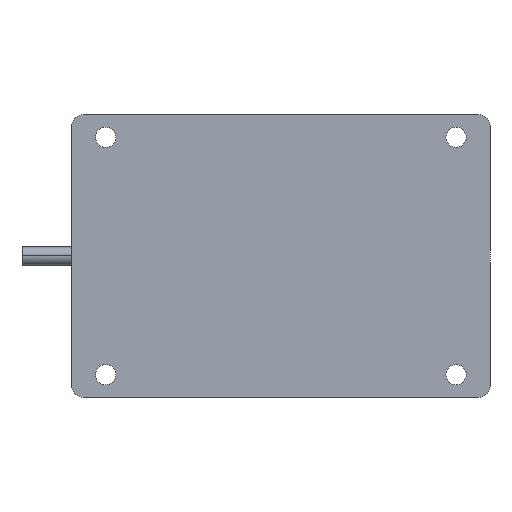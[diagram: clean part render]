
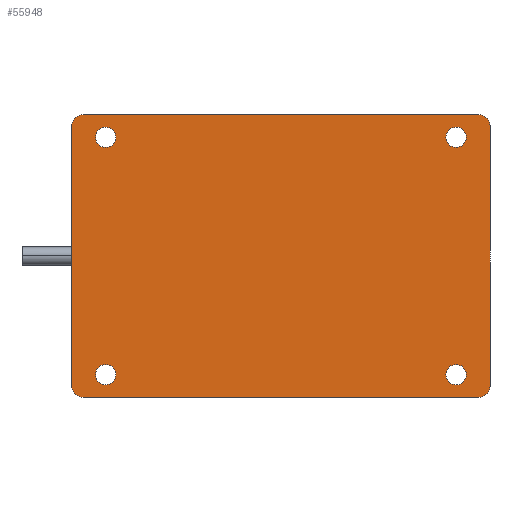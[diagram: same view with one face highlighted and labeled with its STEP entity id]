
A CAD part, front view. The second image highlights one B-rep face of the part: STEP entity #55948.
In plain terms, the highlighted face is planar.
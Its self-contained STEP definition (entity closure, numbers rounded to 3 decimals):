
#450 = VERTEX_POINT ( 'NONE', #44866 ) ;
#526 = VERTEX_POINT ( 'NONE', #11192 ) ;
#1766 = EDGE_CURVE ( 'NONE', #37608, #38205, #62607, .T. ) ;
#2659 = ORIENTED_EDGE ( 'NONE', *, *, #71830, .T. ) ;
#4704 = DIRECTION ( 'NONE',  ( -1., 0., 0. ) ) ;
#5168 = DIRECTION ( 'NONE',  ( 1., 0., 0. ) ) ;
#5763 = CARTESIAN_POINT ( 'NONE',  ( -92.5, 62.5, 51. ) ) ;
#5917 = AXIS2_PLACEMENT_3D ( 'NONE', #49759, #57249, #75400 ) ;
#6841 = CARTESIAN_POINT ( 'NONE',  ( 73., -52.5, 51. ) ) ;
#6942 = ORIENTED_EDGE ( 'NONE', *, *, #58105, .T. ) ;
#7320 = ORIENTED_EDGE ( 'NONE', *, *, #43171, .F. ) ;
#7657 = CARTESIAN_POINT ( 'NONE',  ( -73., -52.5, 51. ) ) ;
#10508 = VERTEX_POINT ( 'NONE', #18191 ) ;
#11192 = CARTESIAN_POINT ( 'NONE',  ( -92.5, -57.5, 51. ) ) ;
#11245 = DIRECTION ( 'NONE',  ( 1., 0., 0. ) ) ;
#11376 = CIRCLE ( 'NONE', #34142, 5. ) ;
#12297 = DIRECTION ( 'NONE',  ( 1., 0., 0. ) ) ;
#12489 = DIRECTION ( 'NONE',  ( 1., 0., 0. ) ) ;
#12888 = DIRECTION ( 'NONE',  ( 0., 0., 1. ) ) ;
#14018 = CARTESIAN_POINT ( 'NONE',  ( 92.5, -57.5, 51. ) ) ;
#14682 = CARTESIAN_POINT ( 'NONE',  ( -87.5, 57.5, 51. ) ) ;
#14851 = CIRCLE ( 'NONE', #67088, 4.5 ) ;
#14936 = DIRECTION ( 'NONE',  ( 0., 1., 0. ) ) ;
#15874 = CARTESIAN_POINT ( 'NONE',  ( 87.5, 62.5, 51. ) ) ;
#15940 = VERTEX_POINT ( 'NONE', #28965 ) ;
#16734 = EDGE_CURVE ( 'NONE', #44401, #30281, #59117, .T. ) ;
#16793 = ORIENTED_EDGE ( 'NONE', *, *, #78793, .F. ) ;
#17399 = ORIENTED_EDGE ( 'NONE', *, *, #75348, .T. ) ;
#18191 = CARTESIAN_POINT ( 'NONE',  ( 82., 52.5, 51. ) ) ;
#18535 = DIRECTION ( 'NONE',  ( 1., 0., 0. ) ) ;
#19190 = FACE_BOUND ( 'NONE', #32582, .T. ) ;
#19397 = AXIS2_PLACEMENT_3D ( 'NONE', #37914, #50497, #5168 ) ;
#19768 = CARTESIAN_POINT ( 'NONE',  ( 77.5, 52.5, 51. ) ) ;
#20520 = EDGE_LOOP ( 'NONE', ( #69463, #16793 ) ) ;
#20773 = EDGE_CURVE ( 'NONE', #10508, #450, #48494, .T. ) ;
#23595 = CARTESIAN_POINT ( 'NONE',  ( -77.5, -52.5, 51. ) ) ;
#23653 = AXIS2_PLACEMENT_3D ( 'NONE', #14682, #34815, #35652 ) ;
#23745 = CARTESIAN_POINT ( 'NONE',  ( 87.5, -57.5, 51. ) ) ;
#24240 = DIRECTION ( 'NONE',  ( -1., 0., 0. ) ) ;
#24806 = EDGE_CURVE ( 'NONE', #72794, #15940, #79972, .T. ) ;
#24970 = VERTEX_POINT ( 'NONE', #55752 ) ;
#25001 = VECTOR ( 'NONE', #14936, 1000. ) ;
#25065 = AXIS2_PLACEMENT_3D ( 'NONE', #78806, #35133, #46465 ) ;
#25235 = DIRECTION ( 'NONE',  ( 0., 0., 1. ) ) ;
#26687 = CARTESIAN_POINT ( 'NONE',  ( -77.5, -52.5, 51. ) ) ;
#26972 = DIRECTION ( 'NONE',  ( 1., 0., 0. ) ) ;
#27133 = VERTEX_POINT ( 'NONE', #30450 ) ;
#28965 = CARTESIAN_POINT ( 'NONE',  ( -92.5, 57.5, 51. ) ) ;
#30141 = PLANE ( 'NONE',  #79024 ) ;
#30281 = VERTEX_POINT ( 'NONE', #52113 ) ;
#30450 = CARTESIAN_POINT ( 'NONE',  ( -73., 52.5, 51. ) ) ;
#30530 = LINE ( 'NONE', #5763, #48409 ) ;
#31008 = EDGE_LOOP ( 'NONE', ( #6942, #52237, #17399, #2659, #44912, #47104, #53618, #82372 ) ) ;
#31779 = FACE_BOUND ( 'NONE', #20520, .T. ) ;
#31898 = LINE ( 'NONE', #52018, #70928 ) ;
#32582 = EDGE_LOOP ( 'NONE', ( #66606, #68521 ) ) ;
#32675 = VERTEX_POINT ( 'NONE', #34544 ) ;
#32860 = EDGE_CURVE ( 'NONE', #450, #10508, #72726, .T. ) ;
#34142 = AXIS2_PLACEMENT_3D ( 'NONE', #37495, #58001, #12297 ) ;
#34544 = CARTESIAN_POINT ( 'NONE',  ( 87.5, -62.5, 51. ) ) ;
#34815 = DIRECTION ( 'NONE',  ( 0., 0., 1. ) ) ;
#35041 = VERTEX_POINT ( 'NONE', #39172 ) ;
#35133 = DIRECTION ( 'NONE',  ( 0., 0., 1. ) ) ;
#35343 = EDGE_CURVE ( 'NONE', #30281, #44401, #48750, .T. ) ;
#35652 = DIRECTION ( 'NONE',  ( 1., 0., 0. ) ) ;
#35788 = DIRECTION ( 'NONE',  ( 0., 0., 1. ) ) ;
#36039 = ORIENTED_EDGE ( 'NONE', *, *, #1766, .F. ) ;
#36450 = CARTESIAN_POINT ( 'NONE',  ( 0., 0., 51. ) ) ;
#37495 = CARTESIAN_POINT ( 'NONE',  ( 87.5, 57.5, 51. ) ) ;
#37608 = VERTEX_POINT ( 'NONE', #48075 ) ;
#37914 = CARTESIAN_POINT ( 'NONE',  ( -77.5, 52.5, 51. ) ) ;
#38036 = ORIENTED_EDGE ( 'NONE', *, *, #20773, .F. ) ;
#38205 = VERTEX_POINT ( 'NONE', #6841 ) ;
#38740 = DIRECTION ( 'NONE',  ( 0., 0., 1. ) ) ;
#39172 = CARTESIAN_POINT ( 'NONE',  ( 92.5, 57.5, 51. ) ) ;
#39326 = AXIS2_PLACEMENT_3D ( 'NONE', #23595, #35788, #4704 ) ;
#41373 = EDGE_CURVE ( 'NONE', #69431, #72794, #30530, .T. ) ;
#41886 = CARTESIAN_POINT ( 'NONE',  ( -92.5, -62.5, 51. ) ) ;
#42084 = CIRCLE ( 'NONE', #76989, 5. ) ;
#42306 = DIRECTION ( 'NONE',  ( 1., 0., 0. ) ) ;
#43171 = EDGE_CURVE ( 'NONE', #38205, #37608, #14851, .T. ) ;
#43953 = FACE_BOUND ( 'NONE', #69153, .T. ) ;
#44401 = VERTEX_POINT ( 'NONE', #7657 ) ;
#44739 = EDGE_LOOP ( 'NONE', ( #7320, #36039 ) ) ;
#44866 = CARTESIAN_POINT ( 'NONE',  ( 73., 52.5, 51. ) ) ;
#44912 = ORIENTED_EDGE ( 'NONE', *, *, #41373, .T. ) ;
#46465 = DIRECTION ( 'NONE',  ( -1., 0., 0. ) ) ;
#46817 = LINE ( 'NONE', #79167, #25001 ) ;
#47104 = ORIENTED_EDGE ( 'NONE', *, *, #24806, .T. ) ;
#47164 = AXIS2_PLACEMENT_3D ( 'NONE', #77141, #12888, #12489 ) ;
#48007 = EDGE_CURVE ( 'NONE', #32675, #57571, #77116, .T. ) ;
#48075 = CARTESIAN_POINT ( 'NONE',  ( 82., -52.5, 51. ) ) ;
#48402 = CARTESIAN_POINT ( 'NONE',  ( -82., 52.5, 51. ) ) ;
#48409 = VECTOR ( 'NONE', #24240, 1000. ) ;
#48494 = CIRCLE ( 'NONE', #47164, 4.5 ) ;
#48568 = AXIS2_PLACEMENT_3D ( 'NONE', #19768, #25235, #18535 ) ;
#48750 = CIRCLE ( 'NONE', #39326, 4.5 ) ;
#48877 = ORIENTED_EDGE ( 'NONE', *, *, #32860, .F. ) ;
#49759 = CARTESIAN_POINT ( 'NONE',  ( -77.5, 52.5, 51. ) ) ;
#50497 = DIRECTION ( 'NONE',  ( 0., 0., 1. ) ) ;
#50674 = FACE_OUTER_BOUND ( 'NONE', #31008, .T. ) ;
#51877 = DIRECTION ( 'NONE',  ( 0., 0., 1. ) ) ;
#52018 = CARTESIAN_POINT ( 'NONE',  ( -92.5, 62.5, 51. ) ) ;
#52113 = CARTESIAN_POINT ( 'NONE',  ( -82., -52.5, 51. ) ) ;
#52237 = ORIENTED_EDGE ( 'NONE', *, *, #48007, .T. ) ;
#52997 = AXIS2_PLACEMENT_3D ( 'NONE', #23745, #74989, #63153 ) ;
#53618 = ORIENTED_EDGE ( 'NONE', *, *, #57110, .T. ) ;
#54467 = LINE ( 'NONE', #41886, #61612 ) ;
#55752 = CARTESIAN_POINT ( 'NONE',  ( -87.5, -62.5, 51. ) ) ;
#55948 = ADVANCED_FACE ( 'NONE', ( #19190, #31779, #50674, #43953, #63660 ), #30141, .T. ) ;
#57110 = EDGE_CURVE ( 'NONE', #15940, #526, #31898, .T. ) ;
#57249 = DIRECTION ( 'NONE',  ( 0., 0., 1. ) ) ;
#57571 = VERTEX_POINT ( 'NONE', #14018 ) ;
#58001 = DIRECTION ( 'NONE',  ( 0., 0., 1. ) ) ;
#58105 = EDGE_CURVE ( 'NONE', #24970, #32675, #54467, .T. ) ;
#58750 = VERTEX_POINT ( 'NONE', #48402 ) ;
#59117 = CIRCLE ( 'NONE', #67152, 4.5 ) ;
#61612 = VECTOR ( 'NONE', #42306, 1000. ) ;
#62607 = CIRCLE ( 'NONE', #25065, 4.5 ) ;
#63153 = DIRECTION ( 'NONE',  ( 1., 0., 0. ) ) ;
#63660 = FACE_BOUND ( 'NONE', #44739, .T. ) ;
#66437 = DIRECTION ( 'NONE',  ( -1., 0., 0. ) ) ;
#66606 = ORIENTED_EDGE ( 'NONE', *, *, #35343, .F. ) ;
#67088 = AXIS2_PLACEMENT_3D ( 'NONE', #74885, #68567, #82414 ) ;
#67152 = AXIS2_PLACEMENT_3D ( 'NONE', #26687, #51877, #66437 ) ;
#67643 = CIRCLE ( 'NONE', #19397, 4.5 ) ;
#68521 = ORIENTED_EDGE ( 'NONE', *, *, #16734, .F. ) ;
#68567 = DIRECTION ( 'NONE',  ( 0., 0., 1. ) ) ;
#69153 = EDGE_LOOP ( 'NONE', ( #48877, #38036 ) ) ;
#69431 = VERTEX_POINT ( 'NONE', #15874 ) ;
#69463 = ORIENTED_EDGE ( 'NONE', *, *, #80618, .F. ) ;
#70521 = DIRECTION ( 'NONE',  ( 0., -1., 0. ) ) ;
#70928 = VECTOR ( 'NONE', #70521, 1000. ) ;
#71501 = CARTESIAN_POINT ( 'NONE',  ( -87.5, -57.5, 51. ) ) ;
#71587 = CARTESIAN_POINT ( 'NONE',  ( -87.5, 62.5, 51. ) ) ;
#71830 = EDGE_CURVE ( 'NONE', #35041, #69431, #11376, .T. ) ;
#72726 = CIRCLE ( 'NONE', #48568, 4.5 ) ;
#72794 = VERTEX_POINT ( 'NONE', #71587 ) ;
#72891 = EDGE_CURVE ( 'NONE', #526, #24970, #42084, .T. ) ;
#74315 = CIRCLE ( 'NONE', #5917, 4.5 ) ;
#74885 = CARTESIAN_POINT ( 'NONE',  ( 77.5, -52.5, 51. ) ) ;
#74989 = DIRECTION ( 'NONE',  ( 0., 0., 1. ) ) ;
#75348 = EDGE_CURVE ( 'NONE', #57571, #35041, #46817, .T. ) ;
#75400 = DIRECTION ( 'NONE',  ( 1., 0., 0. ) ) ;
#76989 = AXIS2_PLACEMENT_3D ( 'NONE', #71501, #38740, #26972 ) ;
#77116 = CIRCLE ( 'NONE', #52997, 5. ) ;
#77141 = CARTESIAN_POINT ( 'NONE',  ( 77.5, 52.5, 51. ) ) ;
#78793 = EDGE_CURVE ( 'NONE', #27133, #58750, #74315, .T. ) ;
#78806 = CARTESIAN_POINT ( 'NONE',  ( 77.5, -52.5, 51. ) ) ;
#79024 = AXIS2_PLACEMENT_3D ( 'NONE', #36450, #82188, #11245 ) ;
#79167 = CARTESIAN_POINT ( 'NONE',  ( 92.5, 62.5, 51. ) ) ;
#79972 = CIRCLE ( 'NONE', #23653, 5. ) ;
#80618 = EDGE_CURVE ( 'NONE', #58750, #27133, #67643, .T. ) ;
#82188 = DIRECTION ( 'NONE',  ( 0., 0., 1. ) ) ;
#82372 = ORIENTED_EDGE ( 'NONE', *, *, #72891, .T. ) ;
#82414 = DIRECTION ( 'NONE',  ( -1., 0., 0. ) ) ;
